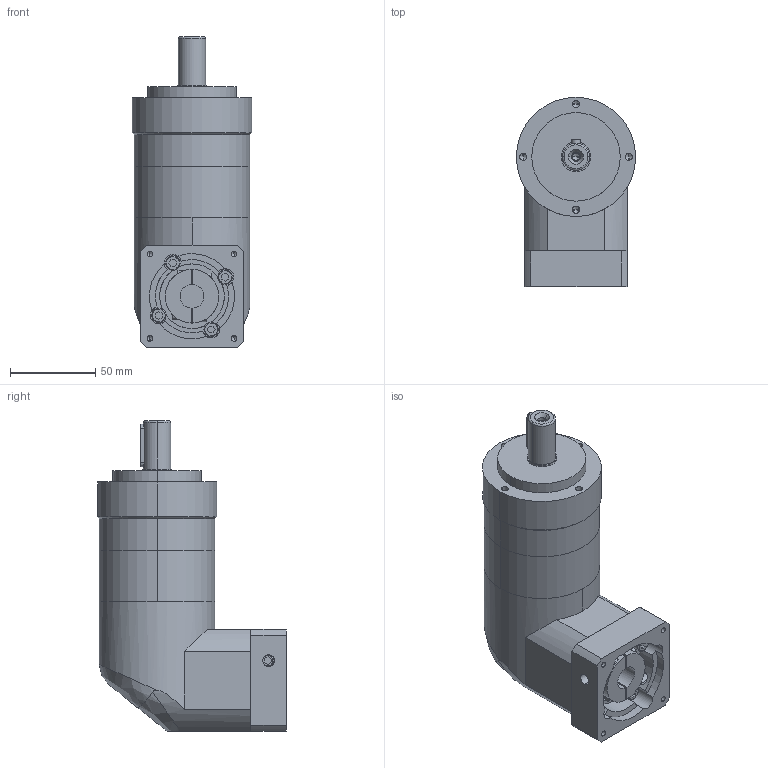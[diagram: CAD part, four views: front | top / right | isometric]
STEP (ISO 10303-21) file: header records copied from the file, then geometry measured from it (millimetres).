
FILE_DESCRIPTION (( 'STEP AP203' ), '1' );
FILE_NAME ('GPER070-L2-(14-50-70-M4).STEP', '2022-05-26T07:17:10', ( '微软用户' ), ( '微软中国' ), 'SwSTEP 2.0', 'SolidWorks 2018', '' );
FILE_SCHEMA (( 'CONFIG_CONTROL_DESIGN' ));
Length unit declared in the file: millimetre
Products named in the file (1): GPER070-L2-(14-50-70-M4)
Bounding box: 70 x 111 x 182.5 mm (x, y, z)
Volume: 650382.2 mm3; surface area: 81622.8 mm2
Topology: 6 solids, 6 shells, 257 faces, 627 edges, 393 vertices
Faces by surface type: cylinder 107, plane 107, cone 26, torus 14, bspline 3
Entity records: 8175 total; most frequent: CARTESIAN_POINT 1982, DIRECTION 1346, ORIENTED_EDGE 1218, EDGE_CURVE 609, AXIS2_PLACEMENT_3D 519, VERTEX_POINT 393, VECTOR 308, LINE 308
